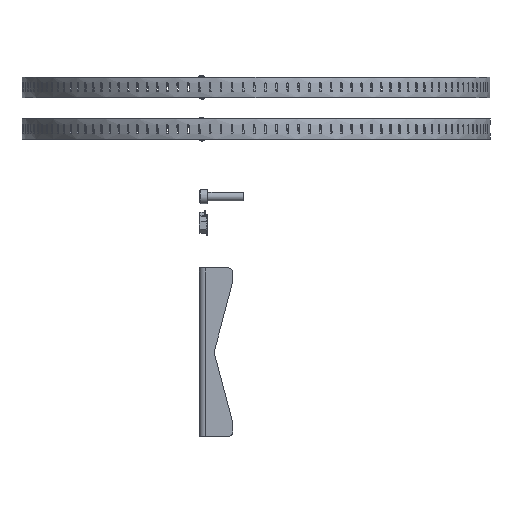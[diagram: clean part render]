
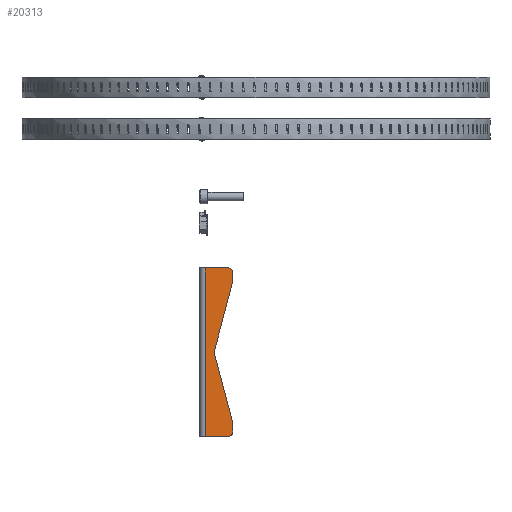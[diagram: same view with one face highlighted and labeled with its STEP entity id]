
A CAD part, left-side view. The second image highlights one B-rep face of the part: STEP entity #20313.
In plain terms, the highlighted planar face has unit normal (-1, 0, 0).
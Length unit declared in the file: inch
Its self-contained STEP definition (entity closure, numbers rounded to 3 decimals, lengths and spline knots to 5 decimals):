
#1990 = CARTESIAN_POINT ( 'NONE',  ( -0.925, 0.5, -0.0625 ) ) ;
#2974 = AXIS2_PLACEMENT_3D ( 'NONE', #59494, #27229, #38200 ) ;
#3873 = VERTEX_POINT ( 'NONE', #30625 ) ;
#4383 = EDGE_CURVE ( 'NONE', #5298, #3873, #42580, .T. ) ;
#4991 = CARTESIAN_POINT ( 'NONE',  ( -0.925, 0., 0. ) ) ;
#5298 = VERTEX_POINT ( 'NONE', #51382 ) ;
#7519 = EDGE_CURVE ( 'NONE', #57038, #52313, #65518, .T. ) ;
#8558 = CARTESIAN_POINT ( 'NONE',  ( -0.925, 0., -1.9375 ) ) ;
#9175 = CARTESIAN_POINT ( 'NONE',  ( -0.925, 0.125, 2.32283 ) ) ;
#12043 = CARTESIAN_POINT ( 'NONE',  ( -0.925, 0.125, -2.32283 ) ) ;
#12804 = CARTESIAN_POINT ( 'NONE',  ( -0.925, 0.65264, -2.32283 ) ) ;
#15126 = ORIENTED_EDGE ( 'NONE', *, *, #60755, .T. ) ;
#16810 = ORIENTED_EDGE ( 'NONE', *, *, #24645, .T. ) ;
#16930 = VERTEX_POINT ( 'NONE', #22609 ) ;
#17420 = DIRECTION ( 'NONE',  ( 0., 1., 0. ) ) ;
#17669 = LINE ( 'NONE', #57007, #41231 ) ;
#19172 = LINE ( 'NONE', #8558, #69777 ) ;
#20236 = DIRECTION ( 'NONE',  ( 0., 0., 1. ) ) ;
#20313 = ADVANCED_FACE ( 'NONE', ( #40897 ), #62542, .T. ) ;
#20696 = CARTESIAN_POINT ( 'NONE',  ( -0.925, 0.76, -2.32283 ) ) ;
#21689 = CARTESIAN_POINT ( 'NONE',  ( -0.925, 0., -2.19783 ) ) ;
#22609 = CARTESIAN_POINT ( 'NONE',  ( -0.925, 0.76, 2.32283 ) ) ;
#23541 = VERTEX_POINT ( 'NONE', #12043 ) ;
#24645 = EDGE_CURVE ( 'NONE', #55696, #51619, #34379, .T. ) ;
#25310 = DIRECTION ( 'NONE',  ( 0., 0., 1. ) ) ;
#27229 = DIRECTION ( 'NONE',  ( 1., 0., 0. ) ) ;
#28670 = DIRECTION ( 'NONE',  ( 0., -1., 0. ) ) ;
#29202 = DIRECTION ( 'NONE',  ( 0., 0., -1. ) ) ;
#29950 = DIRECTION ( 'NONE',  ( -1., 0., 0. ) ) ;
#30587 = VECTOR ( 'NONE', #20236, 39.37008 ) ;
#30625 = CARTESIAN_POINT ( 'NONE',  ( -0.925, 0., 2.19783 ) ) ;
#31355 = EDGE_CURVE ( 'NONE', #52313, #55696, #19172, .T. ) ;
#31455 = CARTESIAN_POINT ( 'NONE',  ( -0.925, 0.5, 0.0625 ) ) ;
#32892 = DIRECTION ( 'NONE',  ( 0., 0., 1. ) ) ;
#33776 = EDGE_CURVE ( 'NONE', #23541, #57038, #41462, .T. ) ;
#34379 = LINE ( 'NONE', #51730, #37790 ) ;
#34673 = DIRECTION ( 'NONE',  ( -1., 0., 0. ) ) ;
#35612 = ORIENTED_EDGE ( 'NONE', *, *, #7519, .T. ) ;
#37734 = ORIENTED_EDGE ( 'NONE', *, *, #33776, .T. ) ;
#37790 = VECTOR ( 'NONE', #57417, 39.37008 ) ;
#38200 = DIRECTION ( 'NONE',  ( 0., -1., 0. ) ) ;
#39965 = DIRECTION ( 'NONE',  ( 0., 1., 0. ) ) ;
#40219 = EDGE_CURVE ( 'NONE', #23541, #68772, #56414, .T. ) ;
#40897 = FACE_OUTER_BOUND ( 'NONE', #42076, .T. ) ;
#41231 = VECTOR ( 'NONE', #28670, 39.37008 ) ;
#41462 = CIRCLE ( 'NONE', #52788, 0.125 ) ;
#42076 = EDGE_LOOP ( 'NONE', ( #42253, #59846, #45318, #48196, #15126, #57653, #37734, #35612, #66800, #16810 ) ) ;
#42253 = ORIENTED_EDGE ( 'NONE', *, *, #61107, .T. ) ;
#42580 = LINE ( 'NONE', #4991, #30587 ) ;
#44518 = DIRECTION ( 'NONE',  ( 0., -0.258, 0.966 ) ) ;
#45318 = ORIENTED_EDGE ( 'NONE', *, *, #55592, .F. ) ;
#45827 = CARTESIAN_POINT ( 'NONE',  ( -0.925, 0., -1.9375 ) ) ;
#47480 = VECTOR ( 'NONE', #29202, 39.37008 ) ;
#48196 = ORIENTED_EDGE ( 'NONE', *, *, #51528, .F. ) ;
#49495 = CARTESIAN_POINT ( 'NONE',  ( -0.925, 0.5, 0.0625 ) ) ;
#49748 = VECTOR ( 'NONE', #44518, 39.37008 ) ;
#51382 = CARTESIAN_POINT ( 'NONE',  ( -0.925, 0., 1.9375 ) ) ;
#51528 = EDGE_CURVE ( 'NONE', #16930, #67188, #17669, .T. ) ;
#51619 = VERTEX_POINT ( 'NONE', #31455 ) ;
#51730 = CARTESIAN_POINT ( 'NONE',  ( -0.925, 0.5, 0. ) ) ;
#52313 = VERTEX_POINT ( 'NONE', #45827 ) ;
#52788 = AXIS2_PLACEMENT_3D ( 'NONE', #56993, #34673, #39965 ) ;
#55592 = EDGE_CURVE ( 'NONE', #67188, #3873, #59619, .T. ) ;
#55696 = VERTEX_POINT ( 'NONE', #1990 ) ;
#56414 = LINE ( 'NONE', #12804, #63737 ) ;
#56993 = CARTESIAN_POINT ( 'NONE',  ( -0.925, 0.125, -2.19783 ) ) ;
#57007 = CARTESIAN_POINT ( 'NONE',  ( -0.925, 0.65264, 2.32283 ) ) ;
#57038 = VERTEX_POINT ( 'NONE', #21689 ) ;
#57417 = DIRECTION ( 'NONE',  ( 0., 0., 1. ) ) ;
#57653 = ORIENTED_EDGE ( 'NONE', *, *, #40219, .F. ) ;
#58929 = VECTOR ( 'NONE', #32892, 39.37008 ) ;
#59494 = CARTESIAN_POINT ( 'NONE',  ( -0.925, 0.125, 2.19783 ) ) ;
#59619 = CIRCLE ( 'NONE', #2974, 0.125 ) ;
#59846 = ORIENTED_EDGE ( 'NONE', *, *, #4383, .T. ) ;
#60755 = EDGE_CURVE ( 'NONE', #16930, #68772, #62505, .T. ) ;
#61107 = EDGE_CURVE ( 'NONE', #51619, #5298, #61545, .T. ) ;
#61545 = LINE ( 'NONE', #49495, #49748 ) ;
#62505 = LINE ( 'NONE', #68543, #47480 ) ;
#62542 = PLANE ( 'NONE',  #65819 ) ;
#63737 = VECTOR ( 'NONE', #17420, 39.37008 ) ;
#65183 = CARTESIAN_POINT ( 'NONE',  ( -0.925, 0., 0. ) ) ;
#65518 = LINE ( 'NONE', #65183, #58929 ) ;
#65819 = AXIS2_PLACEMENT_3D ( 'NONE', #68219, #29950, #25310 ) ;
#66800 = ORIENTED_EDGE ( 'NONE', *, *, #31355, .T. ) ;
#67188 = VERTEX_POINT ( 'NONE', #9175 ) ;
#68219 = CARTESIAN_POINT ( 'NONE',  ( -0.925, 0., 0. ) ) ;
#68474 = DIRECTION ( 'NONE',  ( 0., 0.258, 0.966 ) ) ;
#68543 = CARTESIAN_POINT ( 'NONE',  ( -0.925, 0.76, 0. ) ) ;
#68772 = VERTEX_POINT ( 'NONE', #20696 ) ;
#69777 = VECTOR ( 'NONE', #68474, 39.37008 ) ;
